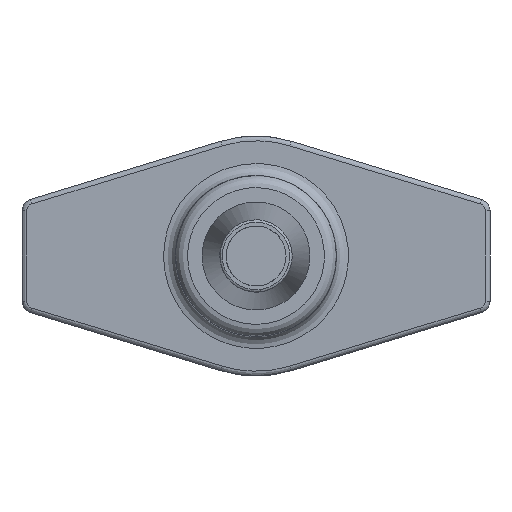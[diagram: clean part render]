
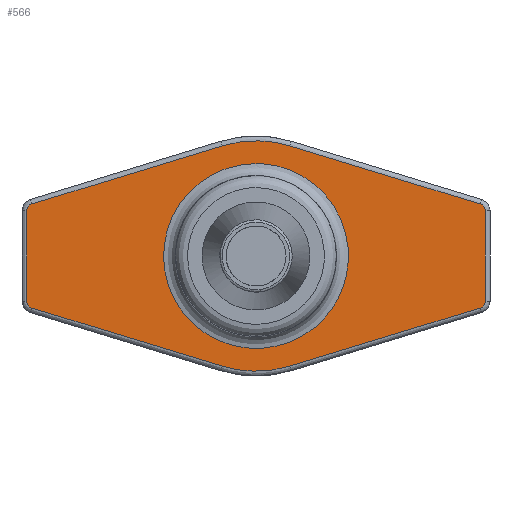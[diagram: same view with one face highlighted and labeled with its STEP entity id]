
A CAD part, front view. The second image highlights one B-rep face of the part: STEP entity #566.
In plain terms, the highlighted free-form (B-spline) face has degree [1, 1] with [2, 2] control points.
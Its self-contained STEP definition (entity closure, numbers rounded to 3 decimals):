
#24 = VERTEX_POINT('',#25);
#25 = CARTESIAN_POINT('',(17.972,-1.412,2.04
    ));
#31 = EDGE_CURVE('',#24,#32,#34,.T.);
#32 = VERTEX_POINT('',#33);
#33 = CARTESIAN_POINT('',(18.172,-1.412,1.77)
  );
#34 = ( BOUNDED_CURVE() B_SPLINE_CURVE(2,(#35,#36,#37),.UNSPECIFIED.,.F.
,.F.) B_SPLINE_CURVE_WITH_KNOTS((3,3),(5.646,6.92),
.PIECEWISE_BEZIER_KNOTS.) CURVE() GEOMETRIC_REPRESENTATION_ITEM() 
RATIONAL_B_SPLINE_CURVE((1.,0.804,1.)) REPRESENTATION_ITEM('') 
  );
#35 = CARTESIAN_POINT('',(17.972,-1.412,2.04
    ));
#36 = CARTESIAN_POINT('',(18.172,-1.412,1.979
    ));
#37 = CARTESIAN_POINT('',(18.172,-1.412,1.77)
  );
#67 = VERTEX_POINT('',#68);
#68 = CARTESIAN_POINT('',(18.172,-1.412,-1.77
    ));
#82 = EDGE_CURVE('',#32,#67,#83,.T.);
#83 = B_SPLINE_CURVE_WITH_KNOTS('',1,(#84,#85),.UNSPECIFIED.,.F.,.F.,(2,
    2),(-0.755,3.005),.PIECEWISE_BEZIER_KNOTS.);
#84 = CARTESIAN_POINT('',(18.172,-1.412,1.77)
  );
#85 = CARTESIAN_POINT('',(18.172,-1.412,-1.77
    ));
#98 = VERTEX_POINT('',#99);
#99 = CARTESIAN_POINT('',(17.972,-1.412,
    -2.04));
#114 = EDGE_CURVE('',#67,#98,#115,.T.);
#115 = ( BOUNDED_CURVE() B_SPLINE_CURVE(2,(#116,#117,#118),
.UNSPECIFIED.,.F.,.F.) B_SPLINE_CURVE_WITH_KNOTS((3,3),(5.646,
6.92),.PIECEWISE_BEZIER_KNOTS.) CURVE() 
GEOMETRIC_REPRESENTATION_ITEM() RATIONAL_B_SPLINE_CURVE((1.,
0.804,1.)) REPRESENTATION_ITEM('') );
#116 = CARTESIAN_POINT('',(18.172,-1.412,
    -1.77));
#117 = CARTESIAN_POINT('',(18.172,-1.412,
    -1.979));
#118 = CARTESIAN_POINT('',(17.972,-1.412,
    -2.04));
#134 = VERTEX_POINT('',#135);
#135 = CARTESIAN_POINT('',(10.5,-1.412,
    -4.322));
#149 = EDGE_CURVE('',#98,#134,#150,.T.);
#150 = B_SPLINE_CURVE_WITH_KNOTS('',1,(#151,#152),.UNSPECIFIED.,.F.,.F.,
  (2,2),(-3.964,4.334),.PIECEWISE_BEZIER_KNOTS.);
#151 = CARTESIAN_POINT('',(17.972,-1.412,
    -2.04));
#152 = CARTESIAN_POINT('',(10.5,-1.412,
    -4.322));
#165 = VERTEX_POINT('',#166);
#166 = CARTESIAN_POINT('',(7.86,-1.412,
    -4.322));
#181 = EDGE_CURVE('',#134,#165,#182,.T.);
#182 = ( BOUNDED_CURVE() B_SPLINE_CURVE(2,(#183,#184,#185),
.UNSPECIFIED.,.F.,.F.) B_SPLINE_CURVE_WITH_KNOTS((3,3),(5.987,
6.58),.PIECEWISE_BEZIER_KNOTS.) CURVE() 
GEOMETRIC_REPRESENTATION_ITEM() RATIONAL_B_SPLINE_CURVE((1.,
0.956,1.)) REPRESENTATION_ITEM('') );
#183 = CARTESIAN_POINT('',(10.5,-1.412,
    -4.322));
#184 = CARTESIAN_POINT('',(9.18,-1.412,
    -4.726));
#185 = CARTESIAN_POINT('',(7.86,-1.412,
    -4.322));
#201 = VERTEX_POINT('',#202);
#202 = CARTESIAN_POINT('',(0.388,-1.412,
    -2.04));
#216 = EDGE_CURVE('',#165,#201,#217,.T.);
#217 = B_SPLINE_CURVE_WITH_KNOTS('',1,(#218,#219),.UNSPECIFIED.,.F.,.F.,
  (2,2),(0.,8.297),.PIECEWISE_BEZIER_KNOTS.);
#218 = CARTESIAN_POINT('',(7.86,-1.412,
    -4.322));
#219 = CARTESIAN_POINT('',(0.388,-1.412,
    -2.04));
#232 = VERTEX_POINT('',#233);
#233 = CARTESIAN_POINT('',(0.188,-1.412,-1.77
    ));
#248 = EDGE_CURVE('',#201,#232,#249,.T.);
#249 = ( BOUNDED_CURVE() B_SPLINE_CURVE(2,(#250,#251,#252),
.UNSPECIFIED.,.F.,.F.) B_SPLINE_CURVE_WITH_KNOTS((3,3),(5.646,
6.92),.PIECEWISE_BEZIER_KNOTS.) CURVE() 
GEOMETRIC_REPRESENTATION_ITEM() RATIONAL_B_SPLINE_CURVE((1.,
0.804,1.)) REPRESENTATION_ITEM('') );
#250 = CARTESIAN_POINT('',(0.388,-1.412,
    -2.04));
#251 = CARTESIAN_POINT('',(0.188,-1.412,
    -1.979));
#252 = CARTESIAN_POINT('',(0.188,-1.412,-1.77
    ));
#268 = VERTEX_POINT('',#269);
#269 = CARTESIAN_POINT('',(0.188,-1.412,1.77)
  );
#283 = EDGE_CURVE('',#232,#268,#284,.T.);
#284 = B_SPLINE_CURVE_WITH_KNOTS('',1,(#285,#286),.UNSPECIFIED.,.F.,.F.,
  (2,2),(-0.755,3.005),.PIECEWISE_BEZIER_KNOTS.);
#285 = CARTESIAN_POINT('',(0.188,-1.412,-1.77
    ));
#286 = CARTESIAN_POINT('',(0.188,-1.412,1.77)
  );
#299 = VERTEX_POINT('',#300);
#300 = CARTESIAN_POINT('',(0.388,-1.412,2.04
    ));
#315 = EDGE_CURVE('',#268,#299,#316,.T.);
#316 = ( BOUNDED_CURVE() B_SPLINE_CURVE(2,(#317,#318,#319),
.UNSPECIFIED.,.F.,.F.) B_SPLINE_CURVE_WITH_KNOTS((3,3),(5.646,
6.92),.PIECEWISE_BEZIER_KNOTS.) CURVE() 
GEOMETRIC_REPRESENTATION_ITEM() RATIONAL_B_SPLINE_CURVE((1.,
0.804,1.)) REPRESENTATION_ITEM('') );
#317 = CARTESIAN_POINT('',(0.188,-1.412,1.77)
  );
#318 = CARTESIAN_POINT('',(0.188,-1.412,1.979
    ));
#319 = CARTESIAN_POINT('',(0.388,-1.412,2.04
    ));
#335 = VERTEX_POINT('',#336);
#336 = CARTESIAN_POINT('',(7.86,-1.412,4.322
    ));
#350 = EDGE_CURVE('',#299,#335,#351,.T.);
#351 = B_SPLINE_CURVE_WITH_KNOTS('',1,(#352,#353),.UNSPECIFIED.,.F.,.F.,
  (2,2),(-3.964,4.334),.PIECEWISE_BEZIER_KNOTS.);
#352 = CARTESIAN_POINT('',(0.388,-1.412,2.04
    ));
#353 = CARTESIAN_POINT('',(7.86,-1.412,4.322
    ));
#366 = VERTEX_POINT('',#367);
#367 = CARTESIAN_POINT('',(10.5,-1.412,
    4.322));
#382 = EDGE_CURVE('',#335,#366,#383,.T.);
#383 = ( BOUNDED_CURVE() B_SPLINE_CURVE(2,(#384,#385,#386),
.UNSPECIFIED.,.F.,.F.) B_SPLINE_CURVE_WITH_KNOTS((3,3),(5.987,
6.58),.PIECEWISE_BEZIER_KNOTS.) CURVE() 
GEOMETRIC_REPRESENTATION_ITEM() RATIONAL_B_SPLINE_CURVE((1.,
0.956,1.)) REPRESENTATION_ITEM('') );
#384 = CARTESIAN_POINT('',(7.86,-1.412,4.322
    ));
#385 = CARTESIAN_POINT('',(9.18,-1.412,4.726
    ));
#386 = CARTESIAN_POINT('',(10.5,-1.412,
    4.322));
#408 = EDGE_CURVE('',#366,#24,#409,.T.);
#409 = B_SPLINE_CURVE_WITH_KNOTS('',1,(#410,#411),.UNSPECIFIED.,.F.,.F.,
  (2,2),(0.,8.297),.PIECEWISE_BEZIER_KNOTS.);
#410 = CARTESIAN_POINT('',(10.5,-1.412,
    4.322));
#411 = CARTESIAN_POINT('',(17.972,-1.412,
    2.04));
#566 = ADVANCED_FACE('',(#567,#581),#595,.F.);
#567 = FACE_BOUND('',#568,.T.);
#568 = EDGE_LOOP('',(#569,#570,#571,#572,#573,#574,#575,#576,#577,#578,
    #579,#580));
#569 = ORIENTED_EDGE('',*,*,#31,.F.);
#570 = ORIENTED_EDGE('',*,*,#408,.F.);
#571 = ORIENTED_EDGE('',*,*,#382,.F.);
#572 = ORIENTED_EDGE('',*,*,#350,.F.);
#573 = ORIENTED_EDGE('',*,*,#315,.F.);
#574 = ORIENTED_EDGE('',*,*,#283,.F.);
#575 = ORIENTED_EDGE('',*,*,#248,.F.);
#576 = ORIENTED_EDGE('',*,*,#216,.F.);
#577 = ORIENTED_EDGE('',*,*,#181,.F.);
#578 = ORIENTED_EDGE('',*,*,#149,.F.);
#579 = ORIENTED_EDGE('',*,*,#114,.F.);
#580 = ORIENTED_EDGE('',*,*,#82,.F.);
#581 = FACE_BOUND('',#582,.T.);
#582 = EDGE_LOOP('',(#583));
#583 = ORIENTED_EDGE('',*,*,#584,.F.);
#584 = EDGE_CURVE('',#585,#585,#587,.T.);
#585 = VERTEX_POINT('',#586);
#586 = CARTESIAN_POINT('',(9.18,-1.412,3.625
    ));
#587 = ( BOUNDED_CURVE() B_SPLINE_CURVE(2,(#588,#589,#590,#591,#592,#593
,#594),.UNSPECIFIED.,.T.,.F.) B_SPLINE_CURVE_WITH_KNOTS((3,2,2,3),(
    4.712,6.807,8.901,10.996),
.PIECEWISE_BEZIER_KNOTS.) CURVE() GEOMETRIC_REPRESENTATION_ITEM() 
RATIONAL_B_SPLINE_CURVE((1.,0.5,1.,0.5,1.,0.5,1.)) REPRESENTATION_ITEM(
  '') );
#588 = CARTESIAN_POINT('',(9.18,-1.412,3.625
    ));
#589 = CARTESIAN_POINT('',(2.901,-1.412,3.625
    ));
#590 = CARTESIAN_POINT('',(6.041,-1.412,
    -1.812));
#591 = CARTESIAN_POINT('',(9.18,-1.412,
    -7.25));
#592 = CARTESIAN_POINT('',(12.319,-1.412,
    -1.812));
#593 = CARTESIAN_POINT('',(15.459,-1.412,
    3.625));
#594 = CARTESIAN_POINT('',(9.18,-1.412,3.625
    ));
#595 = B_SPLINE_SURFACE_WITH_KNOTS('',1,1,(
    (#596,#597)
    ,(#598,#599
    )),.UNSPECIFIED.,.F.,.F.,.F.,(2,2),(2,2),(-4.8,4.8),(-9.55,9.55),
  .PIECEWISE_BEZIER_KNOTS.);
#596 = CARTESIAN_POINT('',(18.172,-1.412,
    4.519));
#597 = CARTESIAN_POINT('',(0.188,-1.412,4.519
    ));
#598 = CARTESIAN_POINT('',(18.172,-1.412,
    -4.519));
#599 = CARTESIAN_POINT('',(0.188,-1.412,
    -4.519));
